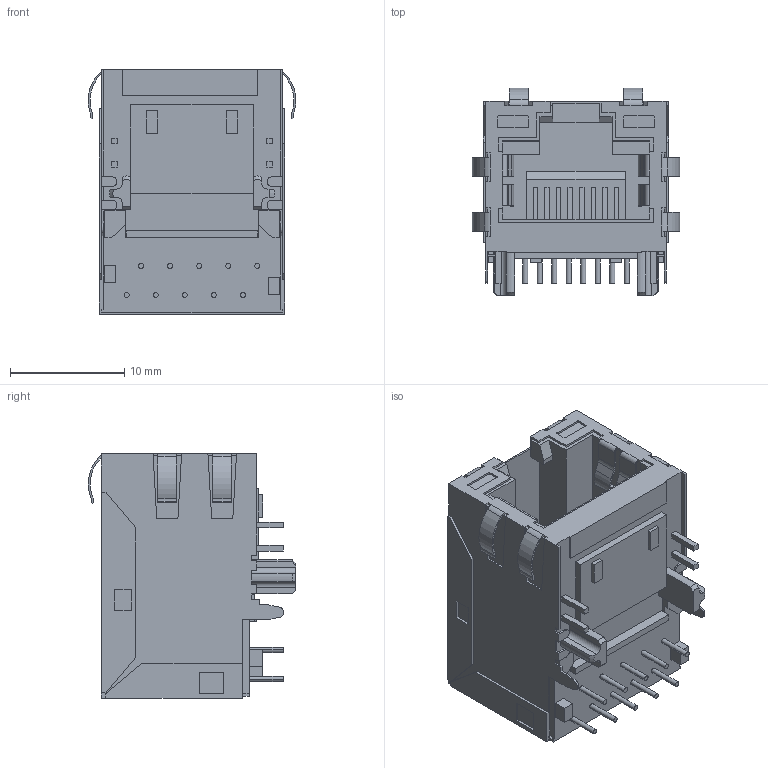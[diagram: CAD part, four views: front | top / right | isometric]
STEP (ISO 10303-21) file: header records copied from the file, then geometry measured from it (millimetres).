
FILE_DESCRIPTION((''),'2;1');
FILE_NAME('937698628','2017-06-05T',('ghp'),(''),'PRO/ENGINEER BY PARAMETRIC TECHNOLOGY CORPORATION, 2012310','PRO/ENGINEER BY PARAMETRIC TECHNOLOGY CORPORATION, 2012310','');
FILE_SCHEMA(('CONFIG_CONTROL_DESIGN'));
Length unit declared in the file: millimetre
Products named in the file (1): 937698628
Bounding box: 18.16 x 18.12 x 21.37 mm (x, y, z)
Volume: 3320.4 mm3; surface area: 2748.6 mm2
Topology: 1 solids, 1 shells, 519 faces, 1525 edges, 1033 vertices
Faces by surface type: plane 408, cylinder 107, cone 4
Entity records: 17263 total; most frequent: CARTESIAN_POINT 3076, ORIENTED_EDGE 2978, DIRECTION 2862, EDGE_CURVE 1489, VECTOR 1212, LINE 1212, VERTEX_POINT 997, AXIS2_PLACEMENT_3D 825
